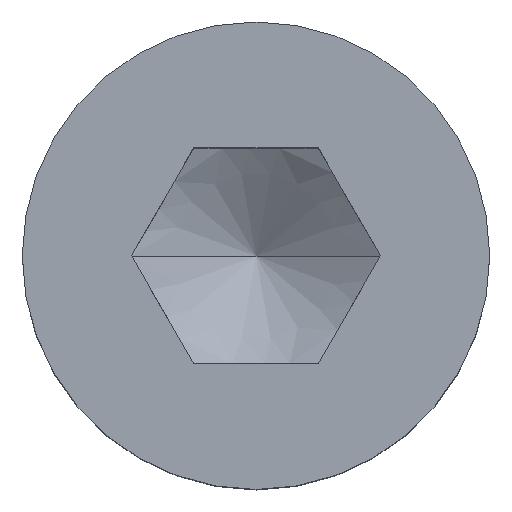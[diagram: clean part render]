
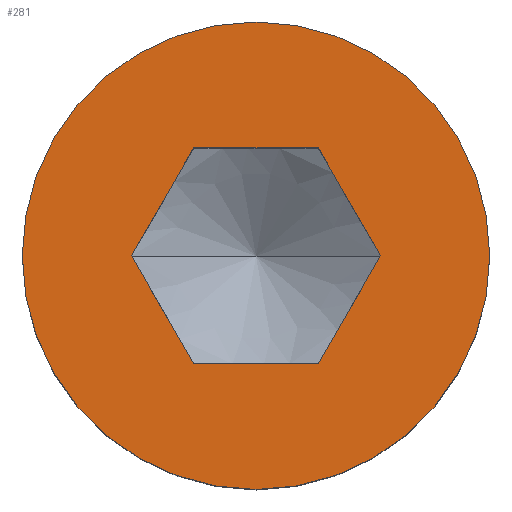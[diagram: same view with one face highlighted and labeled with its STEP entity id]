
A CAD part, top view. The second image highlights one B-rep face of the part: STEP entity #281.
In plain terms, the highlighted planar face has unit normal (0, 0, 1).
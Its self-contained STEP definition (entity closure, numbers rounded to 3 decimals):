
#129=VERTEX_POINT('',#340);
#131=VERTEX_POINT('',#342);
#135=EDGE_CURVE('',#233,#131,#346,.T.);
#149=VERTEX_POINT('',#361);
#153=VERTEX_POINT('',#366);
#155=EDGE_CURVE('',#131,#287,#368,.T.);
#167=EDGE_CURVE('',#191,#259,#380,.T.);
#191=VERTEX_POINT('',#405);
#193=EDGE_CURVE('',#259,#233,#407,.T.);
#213=EDGE_CURVE('',#153,#149,#427,.T.);
#233=VERTEX_POINT('',#451);
#249=EDGE_CURVE('',#149,#153,#470,.T.);
#255=EDGE_CURVE('',#129,#191,#476,.T.);
#259=VERTEX_POINT('',#480);
#281=ADVANCED_FACE('',(#508,#509),#510,.T.);
#287=VERTEX_POINT('',#517);
#309=EDGE_CURVE('',#287,#129,#542,.T.);
#340=CARTESIAN_POINT('',(1.732,-3.0,8.));
#342=CARTESIAN_POINT('',(1.732,3.0,8.));
#346=LINE('',#574,#575);
#361=CARTESIAN_POINT('',(-6.5,0.,8.));
#366=CARTESIAN_POINT('',(6.5,0.,8.));
#368=LINE('',#614,#615);
#380=LINE('',#640,#641);
#405=CARTESIAN_POINT('',(-1.732,-3.0,8.));
#407=LINE('',#673,#674);
#427=CIRCLE('',#703,6.5);
#451=CARTESIAN_POINT('',(-1.732,3.0,8.));
#470=CIRCLE('',#784,6.5);
#476=LINE('',#793,#794);
#480=CARTESIAN_POINT('',(-3.464,0.0,8.));
#508=FACE_BOUND('',#841,.T.);
#509=FACE_OUTER_BOUND('',#842,.T.);
#510=PLANE('',#843);
#517=CARTESIAN_POINT('',(3.464,0.0,8.));
#542=LINE('',#882,#883);
#574=CARTESIAN_POINT('',(0.866,3.0,8.));
#575=VECTOR('',#901,1.0);
#614=CARTESIAN_POINT('',(3.031,0.75,8.));
#615=VECTOR('',#925,1.0);
#640=CARTESIAN_POINT('',(-3.031,-0.75,8.));
#641=VECTOR('',#932,1.0);
#673=CARTESIAN_POINT('',(-2.165,2.25,8.));
#674=VECTOR('',#947,1.0);
#703=AXIS2_PLACEMENT_3D('',#961,#962,#963);
#784=AXIS2_PLACEMENT_3D('',#1032,#1033,#1034);
#793=CARTESIAN_POINT('',(-0.866,-3.0,8.));
#794=VECTOR('',#1036,1.0);
#841=EDGE_LOOP('',(#1079,#1080,#1081,#1082,#1083,#1084));
#842=EDGE_LOOP('',(#1085,#1086));
#843=AXIS2_PLACEMENT_3D('',#1087,#1088,#1089);
#882=CARTESIAN_POINT('',(2.165,-2.25,8.));
#883=VECTOR('',#1131,1.0);
#901=DIRECTION('',(1.0,0.0,0.0));
#925=DIRECTION('',(0.5,-0.866,0.0));
#932=DIRECTION('',(-0.5,0.866,0.0));
#947=DIRECTION('',(0.5,0.866,0.0));
#961=CARTESIAN_POINT('',(0.,0.,8.));
#962=DIRECTION('',(0.0,0.0,1.0));
#963=DIRECTION('',(-1.0,0.,0.0));
#1032=CARTESIAN_POINT('',(0.,0.,8.));
#1033=DIRECTION('',(0.0,0.0,1.0));
#1034=DIRECTION('',(-1.0,0.,0.0));
#1036=DIRECTION('',(-1.0,0.0,0.0));
#1079=ORIENTED_EDGE('',*,*,#167,.T.);
#1080=ORIENTED_EDGE('',*,*,#193,.T.);
#1081=ORIENTED_EDGE('',*,*,#135,.T.);
#1082=ORIENTED_EDGE('',*,*,#155,.T.);
#1083=ORIENTED_EDGE('',*,*,#309,.T.);
#1084=ORIENTED_EDGE('',*,*,#255,.T.);
#1085=ORIENTED_EDGE('',*,*,#249,.T.);
#1086=ORIENTED_EDGE('',*,*,#213,.T.);
#1087=CARTESIAN_POINT('',(-4.982,0.,8.));
#1088=DIRECTION('',(0.0,0.0,1.0));
#1089=DIRECTION('',(-1.0,0.,0.0));
#1131=DIRECTION('',(-0.5,-0.866,0.0));
